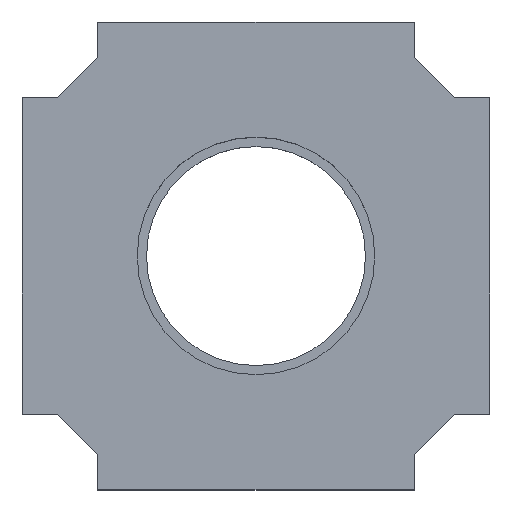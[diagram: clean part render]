
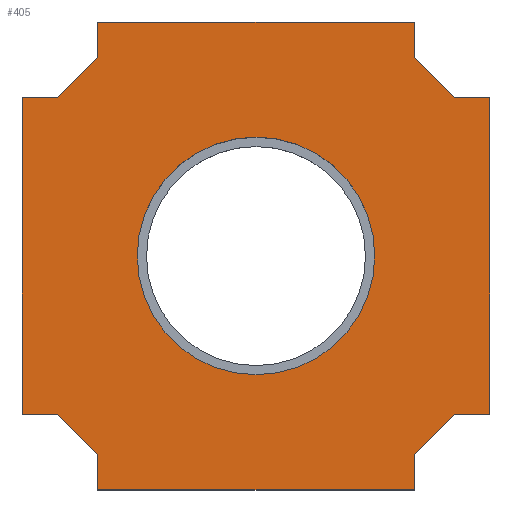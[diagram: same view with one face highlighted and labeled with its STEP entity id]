
A CAD part, top view. The second image highlights one B-rep face of the part: STEP entity #405.
In plain terms, the highlighted planar face has unit normal (0, 0, 1).
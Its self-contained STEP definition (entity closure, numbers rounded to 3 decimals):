
#16=FACE_BOUND('',#79,.T.);
#35=PLANE('',#450);
#56=FACE_OUTER_BOUND('',#78,.T.);
#78=EDGE_LOOP('',(#350,#351,#352,#353,#354,#355,#356,#357,#358,#359,#360,
#361,#362,#363,#364,#365));
#79=EDGE_LOOP('',(#366));
#86=LINE('',#575,#136);
#89=LINE('',#581,#139);
#92=LINE('',#587,#142);
#95=LINE('',#593,#145);
#98=LINE('',#599,#148);
#101=LINE('',#605,#151);
#104=LINE('',#611,#154);
#107=LINE('',#617,#157);
#110=LINE('',#623,#160);
#113=LINE('',#629,#163);
#116=LINE('',#635,#166);
#119=LINE('',#641,#169);
#122=LINE('',#647,#172);
#125=LINE('',#653,#175);
#128=LINE('',#659,#178);
#131=LINE('',#663,#181);
#136=VECTOR('',#474,10.);
#139=VECTOR('',#479,10.);
#142=VECTOR('',#484,10.);
#145=VECTOR('',#489,10.);
#148=VECTOR('',#494,10.);
#151=VECTOR('',#499,10.);
#154=VECTOR('',#504,10.);
#157=VECTOR('',#509,10.);
#160=VECTOR('',#514,10.);
#163=VECTOR('',#519,10.);
#166=VECTOR('',#524,10.);
#169=VECTOR('',#529,10.);
#172=VECTOR('',#534,10.);
#175=VECTOR('',#539,10.);
#178=VECTOR('',#544,10.);
#181=VECTOR('',#549,10.);
#185=CIRCLE('',#433,12.75);
#189=VERTEX_POINT('',#565);
#192=VERTEX_POINT('',#572);
#193=VERTEX_POINT('',#574);
#195=VERTEX_POINT('',#580);
#197=VERTEX_POINT('',#586);
#199=VERTEX_POINT('',#592);
#201=VERTEX_POINT('',#598);
#203=VERTEX_POINT('',#604);
#205=VERTEX_POINT('',#610);
#207=VERTEX_POINT('',#616);
#209=VERTEX_POINT('',#622);
#211=VERTEX_POINT('',#628);
#213=VERTEX_POINT('',#634);
#215=VERTEX_POINT('',#640);
#217=VERTEX_POINT('',#646);
#219=VERTEX_POINT('',#652);
#221=VERTEX_POINT('',#658);
#227=EDGE_CURVE('',#189,#189,#185,.T.);
#230=EDGE_CURVE('',#193,#192,#86,.T.);
#233=EDGE_CURVE('',#195,#193,#89,.T.);
#236=EDGE_CURVE('',#197,#195,#92,.T.);
#239=EDGE_CURVE('',#199,#197,#95,.T.);
#242=EDGE_CURVE('',#201,#199,#98,.T.);
#245=EDGE_CURVE('',#203,#201,#101,.T.);
#248=EDGE_CURVE('',#205,#203,#104,.T.);
#251=EDGE_CURVE('',#207,#205,#107,.T.);
#254=EDGE_CURVE('',#209,#207,#110,.T.);
#257=EDGE_CURVE('',#211,#209,#113,.T.);
#260=EDGE_CURVE('',#213,#211,#116,.T.);
#263=EDGE_CURVE('',#215,#213,#119,.T.);
#266=EDGE_CURVE('',#217,#215,#122,.T.);
#269=EDGE_CURVE('',#219,#217,#125,.T.);
#272=EDGE_CURVE('',#221,#219,#128,.T.);
#275=EDGE_CURVE('',#192,#221,#131,.T.);
#350=ORIENTED_EDGE('',*,*,#275,.T.);
#351=ORIENTED_EDGE('',*,*,#272,.T.);
#352=ORIENTED_EDGE('',*,*,#269,.T.);
#353=ORIENTED_EDGE('',*,*,#266,.T.);
#354=ORIENTED_EDGE('',*,*,#263,.T.);
#355=ORIENTED_EDGE('',*,*,#260,.T.);
#356=ORIENTED_EDGE('',*,*,#257,.T.);
#357=ORIENTED_EDGE('',*,*,#254,.T.);
#358=ORIENTED_EDGE('',*,*,#251,.T.);
#359=ORIENTED_EDGE('',*,*,#248,.T.);
#360=ORIENTED_EDGE('',*,*,#245,.T.);
#361=ORIENTED_EDGE('',*,*,#242,.T.);
#362=ORIENTED_EDGE('',*,*,#239,.T.);
#363=ORIENTED_EDGE('',*,*,#236,.T.);
#364=ORIENTED_EDGE('',*,*,#233,.T.);
#365=ORIENTED_EDGE('',*,*,#230,.T.);
#366=ORIENTED_EDGE('',*,*,#227,.T.);
#405=ADVANCED_FACE('',(#56,#16),#35,.T.);
#433=AXIS2_PLACEMENT_3D('',#567,#468,#469);
#450=AXIS2_PLACEMENT_3D('',#664,#550,#551);
#468=DIRECTION('center_axis',(0.,0.,-1.));
#469=DIRECTION('ref_axis',(1.,0.,0.));
#474=DIRECTION('',(-0.707,-0.707,0.));
#479=DIRECTION('',(0.,-1.,0.));
#484=DIRECTION('',(-1.,0.,0.));
#489=DIRECTION('',(0.,1.,0.));
#494=DIRECTION('',(-0.707,0.707,0.));
#499=DIRECTION('',(-1.,0.,0.));
#504=DIRECTION('',(0.,1.,0.));
#509=DIRECTION('',(1.,0.,0.));
#514=DIRECTION('',(0.707,0.707,0.));
#519=DIRECTION('',(0.,1.,0.));
#524=DIRECTION('',(1.,0.,0.));
#529=DIRECTION('',(0.,-1.,0.));
#534=DIRECTION('',(0.707,-0.707,0.));
#539=DIRECTION('',(1.,0.,0.));
#544=DIRECTION('',(0.,-1.,0.));
#549=DIRECTION('',(-1.,0.,0.));
#550=DIRECTION('center_axis',(0.,0.,1.));
#551=DIRECTION('ref_axis',(1.,0.,0.));
#565=CARTESIAN_POINT('',(-12.75,0.,12.));
#567=CARTESIAN_POINT('Origin',(0.,0.,12.));
#572=CARTESIAN_POINT('',(-21.323,17.,12.));
#574=CARTESIAN_POINT('',(-17.,21.323,12.));
#575=CARTESIAN_POINT('',(-17.,21.323,12.));
#580=CARTESIAN_POINT('',(-17.,25.101,12.));
#581=CARTESIAN_POINT('',(-17.,25.101,12.));
#586=CARTESIAN_POINT('',(17.,25.101,12.));
#587=CARTESIAN_POINT('',(17.,25.101,12.));
#592=CARTESIAN_POINT('',(17.,21.323,12.));
#593=CARTESIAN_POINT('',(17.,21.323,12.));
#598=CARTESIAN_POINT('',(21.323,17.,12.));
#599=CARTESIAN_POINT('',(21.323,17.,12.));
#604=CARTESIAN_POINT('',(25.101,17.,12.));
#605=CARTESIAN_POINT('',(25.101,17.,12.));
#610=CARTESIAN_POINT('',(25.101,-17.,12.));
#611=CARTESIAN_POINT('',(25.101,-17.,12.));
#616=CARTESIAN_POINT('',(21.323,-17.,12.));
#617=CARTESIAN_POINT('',(21.323,-17.,12.));
#622=CARTESIAN_POINT('',(17.,-21.323,12.));
#623=CARTESIAN_POINT('',(17.,-21.323,12.));
#628=CARTESIAN_POINT('',(17.,-25.101,12.));
#629=CARTESIAN_POINT('',(17.,-25.101,12.));
#634=CARTESIAN_POINT('',(-17.,-25.101,12.));
#635=CARTESIAN_POINT('',(-17.,-25.101,12.));
#640=CARTESIAN_POINT('',(-17.,-21.323,12.));
#641=CARTESIAN_POINT('',(-17.,-21.323,12.));
#646=CARTESIAN_POINT('',(-21.323,-17.,12.));
#647=CARTESIAN_POINT('',(-21.323,-17.,12.));
#652=CARTESIAN_POINT('',(-25.101,-17.,12.));
#653=CARTESIAN_POINT('',(-25.101,-17.,12.));
#658=CARTESIAN_POINT('',(-25.101,17.,12.));
#659=CARTESIAN_POINT('',(-25.101,17.,12.));
#663=CARTESIAN_POINT('',(-21.323,17.,12.));
#664=CARTESIAN_POINT('Origin',(0.,0.,12.));
